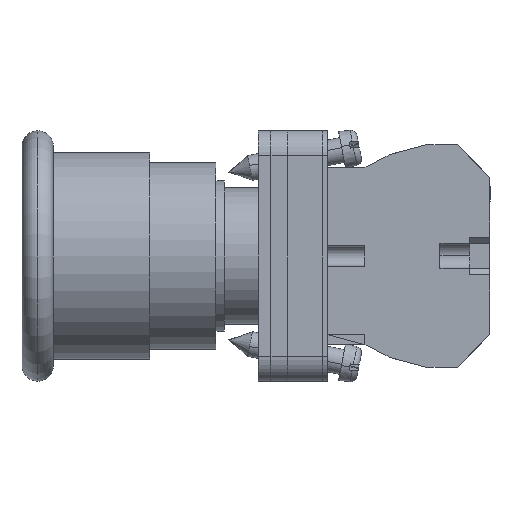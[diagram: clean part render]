
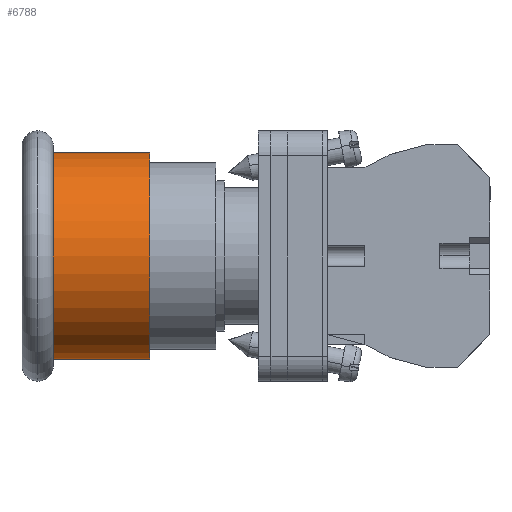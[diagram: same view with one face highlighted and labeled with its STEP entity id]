
A CAD part, left-side view. The second image highlights one B-rep face of the part: STEP entity #6788.
In plain terms, the highlighted cylindrical face has radius 16.5 mm (diameter 33 mm), a partial arc.
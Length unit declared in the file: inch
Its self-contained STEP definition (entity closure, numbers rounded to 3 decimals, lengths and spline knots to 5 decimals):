
#53 = CIRCLE ( 'NONE', #5420, 0.64961 ) ;
#759 = VECTOR ( 'NONE', #6483, 39.37008 ) ;
#1024 = DIRECTION ( 'NONE',  ( 0., 1., 0. ) ) ;
#1299 = CARTESIAN_POINT ( 'NONE',  ( 0., 0.86417, 0. ) ) ;
#1424 = LINE ( 'NONE', #12566, #759 ) ;
#1513 = DIRECTION ( 'NONE',  ( 0., 1., 0. ) ) ;
#2096 = EDGE_CURVE ( 'NONE', #12768, #12876, #11025, .T. ) ;
#2300 = DIRECTION ( 'NONE',  ( 0., 0., 1. ) ) ;
#3070 = CARTESIAN_POINT ( 'NONE',  ( 0., 0.94094, 0. ) ) ;
#3539 = CARTESIAN_POINT ( 'NONE',  ( 0., 0.94094, -0.64961 ) ) ;
#3643 = CARTESIAN_POINT ( 'NONE',  ( 0., 1.47205, 0. ) ) ;
#4681 = DIRECTION ( 'NONE',  ( 0., 0., 1. ) ) ;
#5274 = CARTESIAN_POINT ( 'NONE',  ( 0., 0.86417, 0.64961 ) ) ;
#5420 = AXIS2_PLACEMENT_3D ( 'NONE', #3643, #10801, #4681 ) ;
#5761 = AXIS2_PLACEMENT_3D ( 'NONE', #1299, #8488, #2300 ) ;
#6483 = DIRECTION ( 'NONE',  ( 0., 1., 0. ) ) ;
#6788 = ADVANCED_FACE ( 'NONE', ( #7810 ), #12926, .T. ) ;
#6792 = ORIENTED_EDGE ( 'NONE', *, *, #12693, .T. ) ;
#7441 = EDGE_CURVE ( 'NONE', #8841, #11201, #1424, .T. ) ;
#7810 = FACE_OUTER_BOUND ( 'NONE', #12672, .T. ) ;
#7944 = ORIENTED_EDGE ( 'NONE', *, *, #11838, .F. ) ;
#7998 = VECTOR ( 'NONE', #1513, 39.37008 ) ;
#8221 = DIRECTION ( 'NONE',  ( 0., 0., 1. ) ) ;
#8488 = DIRECTION ( 'NONE',  ( 0., 1., 0. ) ) ;
#8813 = CARTESIAN_POINT ( 'NONE',  ( 0., 1.47205, 0.64961 ) ) ;
#8841 = VERTEX_POINT ( 'NONE', #5274 ) ;
#8848 = ORIENTED_EDGE ( 'NONE', *, *, #7441, .T. ) ;
#10184 = ORIENTED_EDGE ( 'NONE', *, *, #2096, .F. ) ;
#10801 = DIRECTION ( 'NONE',  ( 0., 1., 0. ) ) ;
#11025 = LINE ( 'NONE', #3539, #7998 ) ;
#11126 = CARTESIAN_POINT ( 'NONE',  ( 0., 1.47205, -0.64961 ) ) ;
#11201 = VERTEX_POINT ( 'NONE', #8813 ) ;
#11297 = AXIS2_PLACEMENT_3D ( 'NONE', #3070, #1024, #8221 ) ;
#11838 = EDGE_CURVE ( 'NONE', #12876, #11201, #53, .T. ) ;
#11974 = CIRCLE ( 'NONE', #5761, 0.64961 ) ;
#12566 = CARTESIAN_POINT ( 'NONE',  ( 0., 0.94094, 0.64961 ) ) ;
#12672 = EDGE_LOOP ( 'NONE', ( #10184, #6792, #8848, #7944 ) ) ;
#12693 = EDGE_CURVE ( 'NONE', #12768, #8841, #11974, .T. ) ;
#12768 = VERTEX_POINT ( 'NONE', #13061 ) ;
#12876 = VERTEX_POINT ( 'NONE', #11126 ) ;
#12926 = CYLINDRICAL_SURFACE ( 'NONE', #11297, 0.64961 ) ;
#13061 = CARTESIAN_POINT ( 'NONE',  ( 0., 0.86417, -0.64961 ) ) ;
